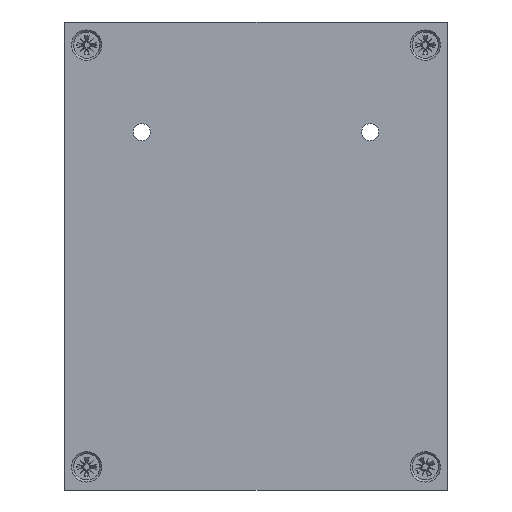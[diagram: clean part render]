
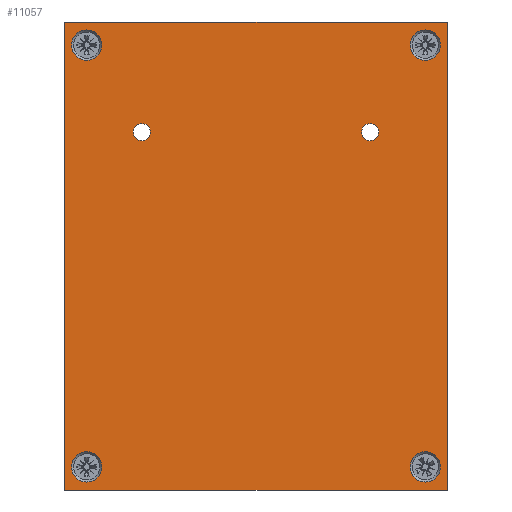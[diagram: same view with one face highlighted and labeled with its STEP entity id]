
A CAD part, front view. The second image highlights one B-rep face of the part: STEP entity #11057.
In plain terms, the highlighted planar face has unit normal (0, -1, 0).
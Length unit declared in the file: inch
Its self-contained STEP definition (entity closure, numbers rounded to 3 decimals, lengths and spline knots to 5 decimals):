
#174 = CARTESIAN_POINT ( 'NONE',  ( 0.071, -0.31353, 3.24606 ) ) ;
#566 = EDGE_CURVE ( 'NONE', #15804, #15804, #7281, .T. ) ;
#1069 = DIRECTION ( 'NONE',  ( 1., 0., 0. ) ) ;
#1277 = EDGE_CURVE ( 'NONE', #2715, #2715, #1638, .T. ) ;
#1638 = CIRCLE ( 'NONE', #12292, 0.1378 ) ;
#1907 = VECTOR ( 'NONE', #34187, 39.37008 ) ;
#2715 = VERTEX_POINT ( 'NONE', #36663 ) ;
#3498 = AXIS2_PLACEMENT_3D ( 'NONE', #33938, #24836, #23954 ) ;
#4435 = EDGE_LOOP ( 'NONE', ( #17416 ) ) ;
#4647 = CARTESIAN_POINT ( 'NONE',  ( -2.57893, -0.31353, 4.03606 ) ) ;
#4700 = FACE_BOUND ( 'NONE', #39791, .T. ) ;
#4804 = ORIENTED_EDGE ( 'NONE', *, *, #566, .T. ) ;
#4884 = EDGE_LOOP ( 'NONE', ( #18071, #30515, #14839, #19397 ) ) ;
#4931 = CARTESIAN_POINT ( 'NONE',  ( -2.77727, -0.31353, 4.24606 ) ) ;
#5225 = CIRCLE ( 'NONE', #23616, 0.1378 ) ;
#5554 = DIRECTION ( 'NONE',  ( 1., 0., 0. ) ) ;
#6305 = DIRECTION ( 'NONE',  ( -1., 0., 0. ) ) ;
#7114 = AXIS2_PLACEMENT_3D ( 'NONE', #43403, #9883, #12990 ) ;
#7281 = CIRCLE ( 'NONE', #24287, 0.07799 ) ;
#7818 = FACE_BOUND ( 'NONE', #12373, .T. ) ;
#8744 = ORIENTED_EDGE ( 'NONE', *, *, #16957, .T. ) ;
#9477 = EDGE_CURVE ( 'NONE', #25121, #25121, #5225, .T. ) ;
#9883 = DIRECTION ( 'NONE',  ( 0., 1., 0. ) ) ;
#9951 = CARTESIAN_POINT ( 'NONE',  ( 0.63186, -0.31353, 4.03606 ) ) ;
#10274 = DIRECTION ( 'NONE',  ( 0., 1., 0. ) ) ;
#10387 = DIRECTION ( 'NONE',  ( 0., 1., 0. ) ) ;
#10916 = VECTOR ( 'NONE', #13544, 39.37008 ) ;
#11057 = ADVANCED_FACE ( 'NONE', ( #34456, #7818, #21099, #34680, #31771, #4700, #18018 ), #41749, .T. ) ;
#11251 = EDGE_CURVE ( 'NONE', #14128, #26067, #20621, .T. ) ;
#12008 = CARTESIAN_POINT ( 'NONE',  ( 0.69241, -0.31353, 0. ) ) ;
#12292 = AXIS2_PLACEMENT_3D ( 'NONE', #39371, #15411, #19379 ) ;
#12373 = EDGE_LOOP ( 'NONE', ( #21384 ) ) ;
#12588 = EDGE_LOOP ( 'NONE', ( #24203 ) ) ;
#12990 = DIRECTION ( 'NONE',  ( 1., 0., 0. ) ) ;
#13544 = DIRECTION ( 'NONE',  ( 1., 0., 0. ) ) ;
#13688 = VERTEX_POINT ( 'NONE', #174 ) ;
#13786 = CARTESIAN_POINT ( 'NONE',  ( -2.07786, -0.31353, 3.24606 ) ) ;
#14128 = VERTEX_POINT ( 'NONE', #16021 ) ;
#14368 = CARTESIAN_POINT ( 'NONE',  ( 0.49407, -0.31353, 0.21 ) ) ;
#14839 = ORIENTED_EDGE ( 'NONE', *, *, #34099, .T. ) ;
#15411 = DIRECTION ( 'NONE',  ( 0., 1., 0. ) ) ;
#15804 = VERTEX_POINT ( 'NONE', #29370 ) ;
#16021 = CARTESIAN_POINT ( 'NONE',  ( 0.69241, -0.31353, 0. ) ) ;
#16147 = CARTESIAN_POINT ( 'NONE',  ( -2.77727, -0.31353, 0. ) ) ;
#16957 = EDGE_CURVE ( 'NONE', #13688, #13688, #22653, .T. ) ;
#17416 = ORIENTED_EDGE ( 'NONE', *, *, #1277, .T. ) ;
#17572 = EDGE_CURVE ( 'NONE', #43908, #43908, #41768, .T. ) ;
#18018 = FACE_OUTER_BOUND ( 'NONE', #4884, .T. ) ;
#18071 = ORIENTED_EDGE ( 'NONE', *, *, #11251, .T. ) ;
#18078 = VECTOR ( 'NONE', #39474, 39.37008 ) ;
#19280 = VECTOR ( 'NONE', #6305, 39.37008 ) ;
#19379 = DIRECTION ( 'NONE',  ( 1., 0., 0. ) ) ;
#19397 = ORIENTED_EDGE ( 'NONE', *, *, #41409, .T. ) ;
#19712 = CIRCLE ( 'NONE', #29675, 0.1378 ) ;
#20621 = LINE ( 'NONE', #21262, #1907 ) ;
#21099 = FACE_BOUND ( 'NONE', #4435, .T. ) ;
#21262 = CARTESIAN_POINT ( 'NONE',  ( 0.69241, -0.31353, 0. ) ) ;
#21384 = ORIENTED_EDGE ( 'NONE', *, *, #28004, .T. ) ;
#22653 = CIRCLE ( 'NONE', #7114, 0.07799 ) ;
#22716 = CARTESIAN_POINT ( 'NONE',  ( 0.69241, -0.31353, 0. ) ) ;
#23266 = LINE ( 'NONE', #16147, #18078 ) ;
#23616 = AXIS2_PLACEMENT_3D ( 'NONE', #14368, #10387, #27939 ) ;
#23796 = DIRECTION ( 'NONE',  ( 1., 0., 0. ) ) ;
#23841 = CARTESIAN_POINT ( 'NONE',  ( 0.69241, -0.31353, 4.24606 ) ) ;
#23954 = DIRECTION ( 'NONE',  ( 1., 0., 0. ) ) ;
#24203 = ORIENTED_EDGE ( 'NONE', *, *, #9477, .T. ) ;
#24287 = AXIS2_PLACEMENT_3D ( 'NONE', #13786, #10274, #23796 ) ;
#24836 = DIRECTION ( 'NONE',  ( 0., 1., 0. ) ) ;
#25121 = VERTEX_POINT ( 'NONE', #31780 ) ;
#25559 = DIRECTION ( 'NONE',  ( 0., -1., 0. ) ) ;
#26067 = VERTEX_POINT ( 'NONE', #31074 ) ;
#27939 = DIRECTION ( 'NONE',  ( 1., 0., 0. ) ) ;
#28004 = EDGE_CURVE ( 'NONE', #32330, #32330, #19712, .T. ) ;
#29370 = CARTESIAN_POINT ( 'NONE',  ( -1.99987, -0.31353, 3.24606 ) ) ;
#29675 = AXIS2_PLACEMENT_3D ( 'NONE', #4647, #30855, #1069 ) ;
#30481 = VERTEX_POINT ( 'NONE', #4931 ) ;
#30515 = ORIENTED_EDGE ( 'NONE', *, *, #40530, .T. ) ;
#30855 = DIRECTION ( 'NONE',  ( 0., 1., 0. ) ) ;
#31074 = CARTESIAN_POINT ( 'NONE',  ( 0.69241, -0.31353, 4.24606 ) ) ;
#31771 = FACE_BOUND ( 'NONE', #41943, .T. ) ;
#31780 = CARTESIAN_POINT ( 'NONE',  ( 0.63186, -0.31353, 0.21 ) ) ;
#32330 = VERTEX_POINT ( 'NONE', #39211 ) ;
#33938 = CARTESIAN_POINT ( 'NONE',  ( 0.49407, -0.31353, 4.03606 ) ) ;
#34099 = EDGE_CURVE ( 'NONE', #30481, #34698, #23266, .T. ) ;
#34187 = DIRECTION ( 'NONE',  ( 0., 0., 1. ) ) ;
#34456 = FACE_BOUND ( 'NONE', #40215, .T. ) ;
#34680 = FACE_BOUND ( 'NONE', #12588, .T. ) ;
#34698 = VERTEX_POINT ( 'NONE', #39490 ) ;
#36067 = LINE ( 'NONE', #22716, #10916 ) ;
#36663 = CARTESIAN_POINT ( 'NONE',  ( -2.44113, -0.31353, 0.21 ) ) ;
#39211 = CARTESIAN_POINT ( 'NONE',  ( -2.44113, -0.31353, 4.03606 ) ) ;
#39371 = CARTESIAN_POINT ( 'NONE',  ( -2.57893, -0.31353, 0.21 ) ) ;
#39474 = DIRECTION ( 'NONE',  ( 0., 0., -1. ) ) ;
#39490 = CARTESIAN_POINT ( 'NONE',  ( -2.77727, -0.31353, 0. ) ) ;
#39791 = EDGE_LOOP ( 'NONE', ( #8744 ) ) ;
#40215 = EDGE_LOOP ( 'NONE', ( #40890 ) ) ;
#40272 = LINE ( 'NONE', #23841, #19280 ) ;
#40530 = EDGE_CURVE ( 'NONE', #26067, #30481, #40272, .T. ) ;
#40890 = ORIENTED_EDGE ( 'NONE', *, *, #17572, .T. ) ;
#40906 = AXIS2_PLACEMENT_3D ( 'NONE', #12008, #25559, #5554 ) ;
#41409 = EDGE_CURVE ( 'NONE', #34698, #14128, #36067, .T. ) ;
#41749 = PLANE ( 'NONE',  #40906 ) ;
#41768 = CIRCLE ( 'NONE', #3498, 0.1378 ) ;
#41943 = EDGE_LOOP ( 'NONE', ( #4804 ) ) ;
#43403 = CARTESIAN_POINT ( 'NONE',  ( -0.007, -0.31353, 3.24606 ) ) ;
#43908 = VERTEX_POINT ( 'NONE', #9951 ) ;
